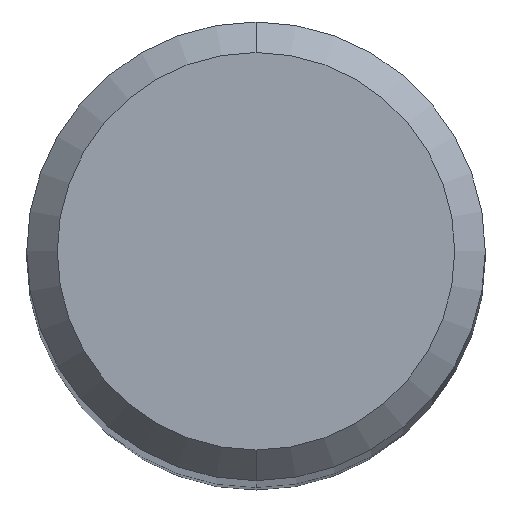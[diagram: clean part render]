
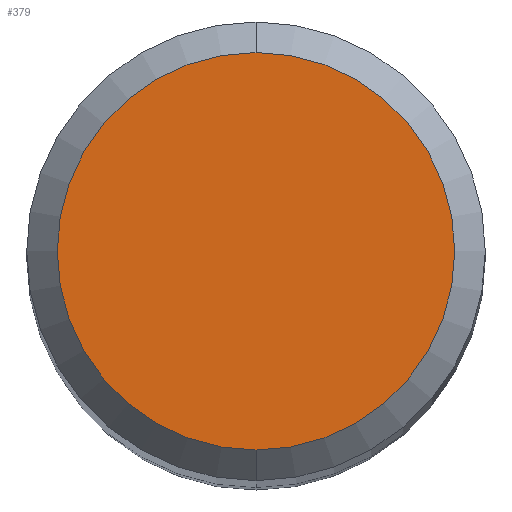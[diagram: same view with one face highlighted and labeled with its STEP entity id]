
A CAD part, top view. The second image highlights one B-rep face of the part: STEP entity #379.
In plain terms, the highlighted planar face has unit normal (0, 0, 1).
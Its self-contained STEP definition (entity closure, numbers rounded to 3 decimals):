
#257=VERTEX_POINT('',#570);
#281=EDGE_CURVE('',#309,#257,#598,.T.);
#309=VERTEX_POINT('',#629);
#379=ADVANCED_FACE('',(#701),#702,.T.);
#381=EDGE_CURVE('',#257,#309,#704,.T.);
#570=CARTESIAN_POINT('',(0.,-2.6,0.0));
#598=CIRCLE('',#1008,2.6);
#629=CARTESIAN_POINT('',(0.0,2.6,0.0));
#701=FACE_OUTER_BOUND('',#1246,.T.);
#702=PLANE('',#1247);
#704=CIRCLE('',#1250,2.6);
#1008=AXIS2_PLACEMENT_3D('',#1581,#1582,#1583);
#1246=EDGE_LOOP('',(#1665,#1666));
#1247=AXIS2_PLACEMENT_3D('',#1667,#1668,#1669);
#1250=AXIS2_PLACEMENT_3D('',#1670,#1671,#1672);
#1581=CARTESIAN_POINT('',(0.0,0.0,0.0));
#1582=DIRECTION('',(0.0,0.0,-1.0));
#1583=DIRECTION('',(0.0,1.0,0.0));
#1665=ORIENTED_EDGE('',*,*,#281,.F.);
#1666=ORIENTED_EDGE('',*,*,#381,.F.);
#1667=CARTESIAN_POINT('',(0.0,1.3,0.0));
#1668=DIRECTION('',(-0.0,0.0,1.0));
#1669=DIRECTION('',(0.0,-1.0,0.0));
#1670=CARTESIAN_POINT('',(0.0,0.0,0.0));
#1671=DIRECTION('',(0.0,0.0,-1.0));
#1672=DIRECTION('',(0.0,1.0,0.0));
